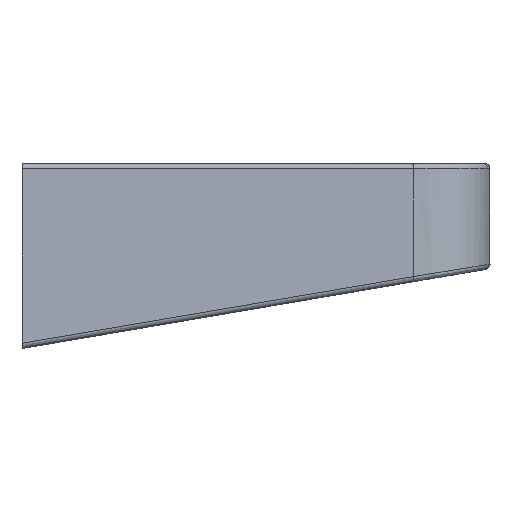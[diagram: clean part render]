
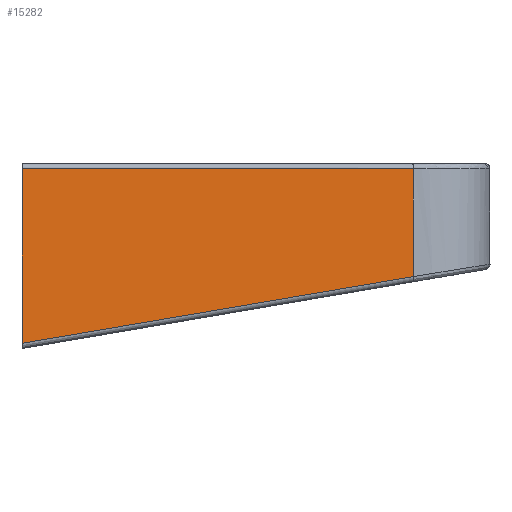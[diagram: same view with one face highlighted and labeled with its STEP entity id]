
A CAD part, left-side view. The second image highlights one B-rep face of the part: STEP entity #15282.
In plain terms, the highlighted planar face has unit normal (-0.996, -0.087, 0).
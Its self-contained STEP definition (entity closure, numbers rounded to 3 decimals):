
#798 = EDGE_CURVE ( 'NONE', #19918, #29161, #10633, .T. ) ;
#1001 = ORIENTED_EDGE ( 'NONE', *, *, #19486, .T. ) ;
#1026 = AXIS2_PLACEMENT_3D ( 'NONE', #11727, #9117, #21093 ) ;
#1311 = ORIENTED_EDGE ( 'NONE', *, *, #11983, .T. ) ;
#1554 = DIRECTION ( 'NONE',  ( 0., 0., -1. ) ) ;
#2340 = FACE_OUTER_BOUND ( 'NONE', #6000, .T. ) ;
#2715 = VERTEX_POINT ( 'NONE', #24511 ) ;
#6000 = EDGE_LOOP ( 'NONE', ( #22137, #1001, #1311, #30379 ) ) ;
#6920 = EDGE_CURVE ( 'NONE', #2715, #19918, #19957, .T. ) ;
#8120 = DIRECTION ( 'NONE',  ( 0., 0., 1. ) ) ;
#8944 = CARTESIAN_POINT ( 'NONE',  ( 6157.792, -299., -34.132 ) ) ;
#9117 = DIRECTION ( 'NONE',  ( -0.996, -0.087, 0. ) ) ;
#10633 = LINE ( 'NONE', #24763, #15922 ) ;
#10780 = VERTEX_POINT ( 'NONE', #8944 ) ;
#11286 = VECTOR ( 'NONE', #8120, 1000. ) ;
#11727 = CARTESIAN_POINT ( 'NONE',  ( 6157.88, -300., 0.039 ) ) ;
#11788 = VECTOR ( 'NONE', #21800, 1000. ) ;
#11983 = EDGE_CURVE ( 'NONE', #10780, #2715, #26719, .T. ) ;
#15282 = ADVANCED_FACE ( 'NONE', ( #2340 ), #30190, .T. ) ;
#15318 = CARTESIAN_POINT ( 'NONE',  ( 6157.792, -299., -34.132 ) ) ;
#15922 = VECTOR ( 'NONE', #17076, 1000. ) ;
#17076 = DIRECTION ( 'NONE',  ( -0.087, 0.996, 0. ) ) ;
#19486 = EDGE_CURVE ( 'NONE', #29161, #10780, #24942, .T. ) ;
#19918 = VERTEX_POINT ( 'NONE', #29787 ) ;
#19957 = LINE ( 'NONE', #27032, #11286 ) ;
#21093 = DIRECTION ( 'NONE',  ( 0.087, -0.996, 0. ) ) ;
#21103 = CARTESIAN_POINT ( 'NONE',  ( 6157.792, -299., -0.961 ) ) ;
#21800 = DIRECTION ( 'NONE',  ( 0.086, -0.982, 0.167 ) ) ;
#22137 = ORIENTED_EDGE ( 'NONE', *, *, #798, .T. ) ;
#24189 = VECTOR ( 'NONE', #1554, 1000. ) ;
#24485 = CARTESIAN_POINT ( 'NONE',  ( 6157.792, -299., 0.039 ) ) ;
#24511 = CARTESIAN_POINT ( 'NONE',  ( 6164.301, -373.394, -21.451 ) ) ;
#24763 = CARTESIAN_POINT ( 'NONE',  ( 6157.88, -300., -0.961 ) ) ;
#24942 = LINE ( 'NONE', #24485, #24189 ) ;
#26719 = LINE ( 'NONE', #15318, #11788 ) ;
#27032 = CARTESIAN_POINT ( 'NONE',  ( 6164.301, -373.394, 0.039 ) ) ;
#29161 = VERTEX_POINT ( 'NONE', #21103 ) ;
#29787 = CARTESIAN_POINT ( 'NONE',  ( 6164.301, -373.394, -0.961 ) ) ;
#30190 = PLANE ( 'NONE',  #1026 ) ;
#30379 = ORIENTED_EDGE ( 'NONE', *, *, #6920, .T. ) ;
